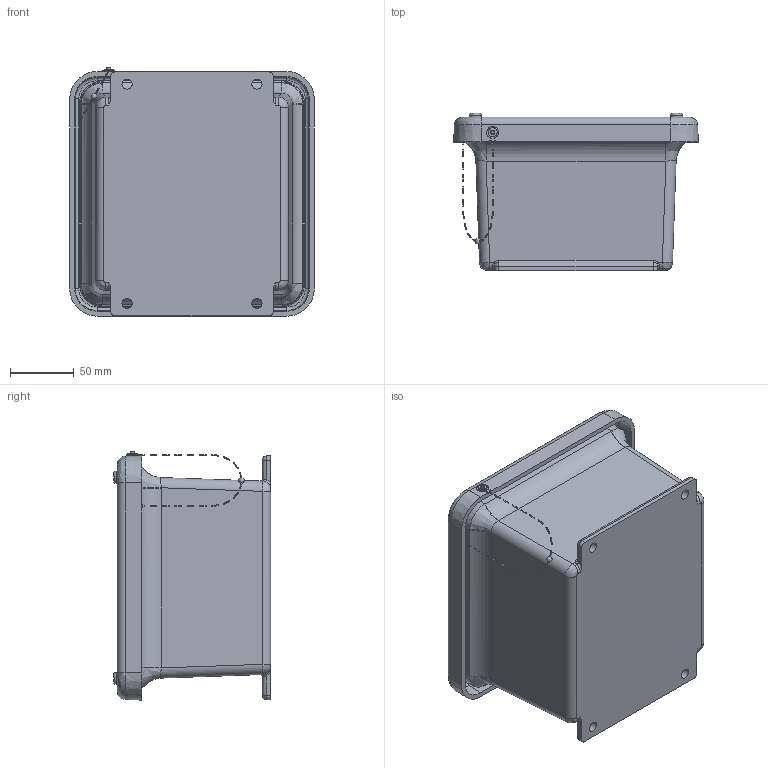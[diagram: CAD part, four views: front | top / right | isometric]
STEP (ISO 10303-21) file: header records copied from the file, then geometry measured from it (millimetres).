
FILE_DESCRIPTION (( 'STEP AP214' ), '1' );
FILE_NAME ('CO4PBW.STEP', '2018-11-08T23:14:19', ( '' ), ( '' ), 'SwSTEP 2.0', 'SolidWorks 2018', '' );
FILE_SCHEMA (( 'AUTOMOTIVE_DESIGN' ));
Length unit declared in the file: inch
Products named in the file (1): CO4PBW
Bounding box: 191.13 x 122.86 x 194.02 mm (x, y, z)
Volume: 583395.3 mm3; surface area: 300580.4 mm2
Topology: 40 solids, 40 shells, 619 faces, 1369 edges, 838 vertices
Faces by surface type: plane 213, cylinder 207, bspline 175, cone 24
Full cylindrical faces by diameter (mm): 0.737 x14, 2.64 x2, 3.175 x2, 3.2 x2, 3.556 x2, 4.039 x8, 4.496 x4, 5.556 x4, 6.35 x4, 6.858 x8, 7.137 x4, 7.188 x2, 7.937 x4, 9.423 x4
Entity records: 32605 total; most frequent: CARTESIAN_POINT 12506, ORIENTED_EDGE 2540, DIRECTION 2084, EDGE_CURVE 1270, VERTEX_POINT 826, EDGE_LOOP 770, AXIS2_PLACEMENT_3D 751, FACE_OUTER_BOUND 662
